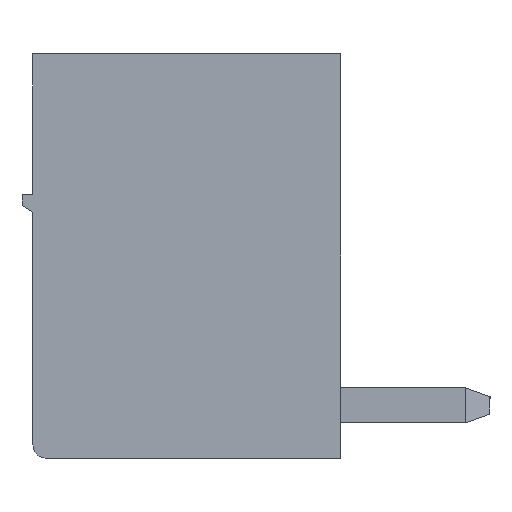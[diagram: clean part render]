
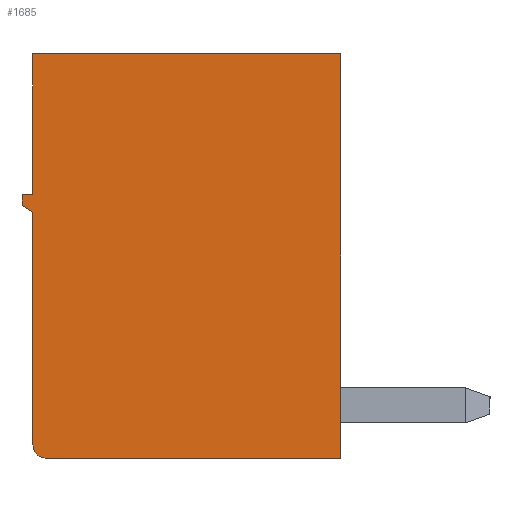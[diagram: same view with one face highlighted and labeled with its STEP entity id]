
A CAD part, left-side view. The second image highlights one B-rep face of the part: STEP entity #1685.
In plain terms, the highlighted planar face has unit normal (-1, 0, 0).
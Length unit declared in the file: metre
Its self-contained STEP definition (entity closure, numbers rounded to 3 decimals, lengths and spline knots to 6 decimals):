
#1685=ADVANCED_FACE('',(#4705),#4706,.T.);
#4705=FACE_OUTER_BOUND('',#9167,.T.);
#4706=PLANE('',#9168);
#9167=EDGE_LOOP('',(#14226,#14227,#14228,#14229,#14230,#14231,#14232,#14233,#14234));
#9168=AXIS2_PLACEMENT_3D('',#14235,#14236,#14237);
#14226=ORIENTED_EDGE('',*,*,#26986,.T.);
#14227=ORIENTED_EDGE('',*,*,#26987,.T.);
#14228=ORIENTED_EDGE('',*,*,#26988,.T.);
#14229=ORIENTED_EDGE('',*,*,#26989,.F.);
#14230=ORIENTED_EDGE('',*,*,#26990,.T.);
#14231=ORIENTED_EDGE('',*,*,#26991,.T.);
#14232=ORIENTED_EDGE('',*,*,#26992,.T.);
#14233=ORIENTED_EDGE('',*,*,#26993,.F.);
#14234=ORIENTED_EDGE('',*,*,#26994,.T.);
#14235=CARTESIAN_POINT('',(-1.087027,0.00436,0.000933));
#14236=DIRECTION('',(-1.0,0.0,0.0));
#14237=DIRECTION('',(0.0,0.0,1.0));
#26986=EDGE_CURVE('',#32390,#32391,#32392,.T.);
#26987=EDGE_CURVE('',#32391,#32393,#32394,.T.);
#26988=EDGE_CURVE('',#32393,#32395,#32396,.T.);
#26989=EDGE_CURVE('',#32397,#32395,#32398,.T.);
#26990=EDGE_CURVE('',#32397,#32399,#32400,.T.);
#26991=EDGE_CURVE('',#32399,#32401,#32402,.T.);
#26992=EDGE_CURVE('',#32401,#32403,#32404,.T.);
#26993=EDGE_CURVE('',#32405,#32403,#32406,.T.);
#26994=EDGE_CURVE('',#32405,#32390,#32407,.T.);
#32390=VERTEX_POINT('',#40313);
#32391=VERTEX_POINT('',#40314);
#32392=LINE('',#40315,#40316);
#32393=VERTEX_POINT('',#40317);
#32394=LINE('',#40318,#40319);
#32395=VERTEX_POINT('',#40320);
#32396=LINE('',#40321,#40322);
#32397=VERTEX_POINT('',#40323);
#32398=LINE('',#40324,#40325);
#32399=VERTEX_POINT('',#40326);
#32400=LINE('',#40327,#40328);
#32401=VERTEX_POINT('',#40329);
#32402=CIRCLE('',#40330,0.0003);
#32403=VERTEX_POINT('',#40331);
#32404=LINE('',#40332,#40333);
#32405=VERTEX_POINT('',#40334);
#32406=LINE('',#40335,#40336);
#32407=LINE('',#40337,#40338);
#40313=CARTESIAN_POINT('',(-1.087027,0.01086,0.000933));
#40314=CARTESIAN_POINT('',(-1.087027,0.01086,-0.002267));
#40315=CARTESIAN_POINT('',(-1.087027,0.01086,0.000933));
#40316=VECTOR('',#51004,1.0);
#40317=CARTESIAN_POINT('',(-1.087027,0.01111,-0.002267));
#40318=CARTESIAN_POINT('',(-1.087027,0.01061,-0.002267));
#40319=VECTOR('',#51005,1.0);
#40320=CARTESIAN_POINT('',(-1.087027,0.01111,-0.002517));
#40321=CARTESIAN_POINT('',(-1.087027,0.01111,-0.002267));
#40322=VECTOR('',#51006,1.0);
#40323=CARTESIAN_POINT('',(-1.087027,0.01086,-0.002667));
#40324=CARTESIAN_POINT('',(-1.087027,0.010852,-0.002672));
#40325=VECTOR('',#51007,1.0);
#40326=CARTESIAN_POINT('',(-1.087027,0.01086,-0.007967));
#40327=CARTESIAN_POINT('',(-1.087027,0.01086,0.000933));
#40328=VECTOR('',#51008,1.0);
#40329=CARTESIAN_POINT('',(-1.087027,0.01056,-0.008267));
#40330=AXIS2_PLACEMENT_3D('',#51009,#51010,#51011);
#40331=CARTESIAN_POINT('',(-1.087027,0.00386,-0.008267));
#40332=CARTESIAN_POINT('',(-1.087027,0.00436,-0.008267));
#40333=VECTOR('',#51012,1.0);
#40334=CARTESIAN_POINT('',(-1.087027,0.00386,0.000933));
#40335=CARTESIAN_POINT('',(-1.087027,0.00386,0.000933));
#40336=VECTOR('',#51013,1.0);
#40337=CARTESIAN_POINT('',(-1.087027,0.00436,0.000933));
#40338=VECTOR('',#51014,1.0);
#51004=DIRECTION('',(-0.0,-0.0,-1.0));
#51005=DIRECTION('',(0.0,1.0,-0.0));
#51006=DIRECTION('',(-0.0,-0.0,-1.0));
#51007=DIRECTION('',(0.0,0.857,0.514));
#51008=DIRECTION('',(-0.0,-0.0,-1.0));
#51009=CARTESIAN_POINT('',(-1.087027,0.01056,-0.007967));
#51010=DIRECTION('',(-1.0,0.0,0.0));
#51011=DIRECTION('',(0.0,0.0,1.0));
#51012=DIRECTION('',(-0.0,-1.0,0.0));
#51013=DIRECTION('',(0.0,0.,-1.0));
#51014=DIRECTION('',(0.0,1.0,-0.0));
